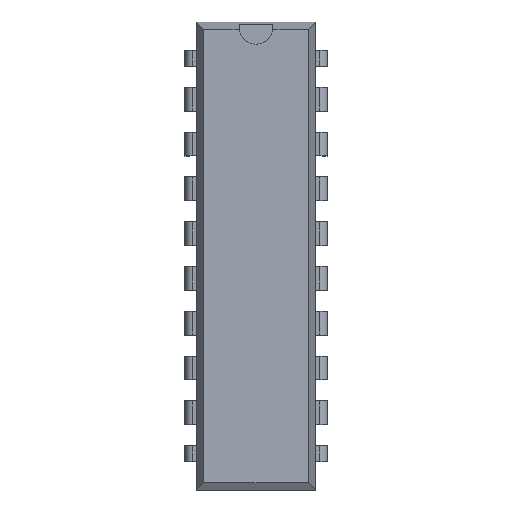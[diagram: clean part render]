
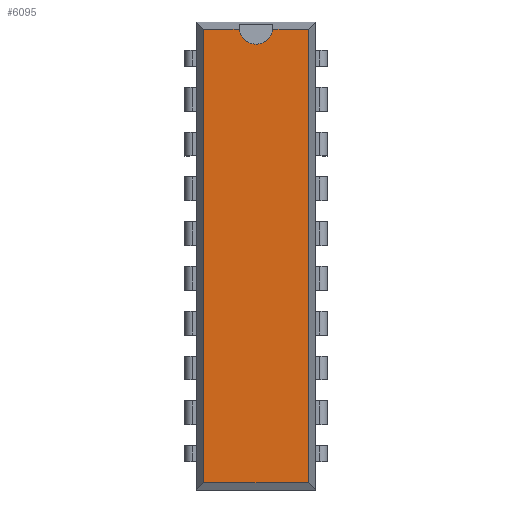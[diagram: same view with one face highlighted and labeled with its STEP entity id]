
A CAD part, top view. The second image highlights one B-rep face of the part: STEP entity #6095.
In plain terms, the highlighted planar face has unit normal (0, 0, 1).
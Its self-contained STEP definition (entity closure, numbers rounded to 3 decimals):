
#100=LINE('',#8716,#890);
#101=LINE('',#8718,#891);
#102=LINE('',#8720,#892);
#103=LINE('',#8722,#893);
#104=LINE('',#8723,#894);
#890=VECTOR('',#7004,10.);
#891=VECTOR('',#7005,10.);
#892=VECTOR('',#7006,10.);
#893=VECTOR('',#7007,10.);
#894=VECTOR('',#7008,10.);
#1680=PLANE('',#6530);
#2016=FACE_OUTER_BOUND('',#2392,.T.);
#2392=EDGE_LOOP('',(#4310,#4311,#4312,#4313,#4314,#4315));
#2767=CIRCLE('',#6528,0.964);
#2851=VERTEX_POINT('',#8705);
#2853=VERTEX_POINT('',#8709);
#2854=VERTEX_POINT('',#8715);
#2855=VERTEX_POINT('',#8717);
#2856=VERTEX_POINT('',#8719);
#2857=VERTEX_POINT('',#8721);
#3433=EDGE_CURVE('',#2851,#2853,#2767,.T.);
#3435=EDGE_CURVE('',#2854,#2853,#100,.T.);
#3436=EDGE_CURVE('',#2855,#2854,#101,.T.);
#3437=EDGE_CURVE('',#2856,#2855,#102,.T.);
#3438=EDGE_CURVE('',#2857,#2856,#103,.T.);
#3439=EDGE_CURVE('',#2851,#2857,#104,.T.);
#4310=ORIENTED_EDGE('',*,*,#3433,.T.);
#4311=ORIENTED_EDGE('',*,*,#3435,.F.);
#4312=ORIENTED_EDGE('',*,*,#3436,.F.);
#4313=ORIENTED_EDGE('',*,*,#3437,.F.);
#4314=ORIENTED_EDGE('',*,*,#3438,.F.);
#4315=ORIENTED_EDGE('',*,*,#3439,.F.);
#6095=ADVANCED_FACE('',(#2016),#1680,.T.);
#6528=AXIS2_PLACEMENT_3D('',#8711,#6997,#6998);
#6530=AXIS2_PLACEMENT_3D('',#8714,#7002,#7003);
#6997=DIRECTION('center_axis',(0.,0.,-1.));
#6998=DIRECTION('ref_axis',(1.,0.,0.));
#7002=DIRECTION('center_axis',(0.,0.,1.));
#7003=DIRECTION('ref_axis',(1.,0.,0.));
#7004=DIRECTION('',(1.,0.,0.));
#7005=DIRECTION('',(0.,1.,0.));
#7006=DIRECTION('',(-1.,0.,0.));
#7007=DIRECTION('',(0.,-1.,0.));
#7008=DIRECTION('',(1.,0.,0.));
#8705=CARTESIAN_POINT('',(0.959,12.87,4.));
#8709=CARTESIAN_POINT('',(-0.959,12.87,4.));
#8711=CARTESIAN_POINT('Origin',(0.,12.97,4.));
#8714=CARTESIAN_POINT('Origin',(0.,0.,4.));
#8715=CARTESIAN_POINT('',(-2.975,12.87,4.));
#8716=CARTESIAN_POINT('',(1.688,12.87,4.));
#8717=CARTESIAN_POINT('',(-2.975,-12.87,4.));
#8718=CARTESIAN_POINT('',(-2.975,6.635,4.));
#8719=CARTESIAN_POINT('',(2.975,-12.87,4.));
#8720=CARTESIAN_POINT('',(-1.688,-12.87,4.));
#8721=CARTESIAN_POINT('',(2.975,12.87,4.));
#8722=CARTESIAN_POINT('',(2.975,-6.635,4.));
#8723=CARTESIAN_POINT('',(1.688,12.87,4.));
